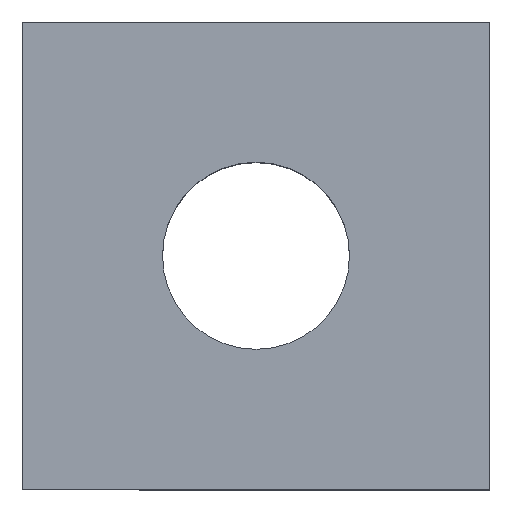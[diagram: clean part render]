
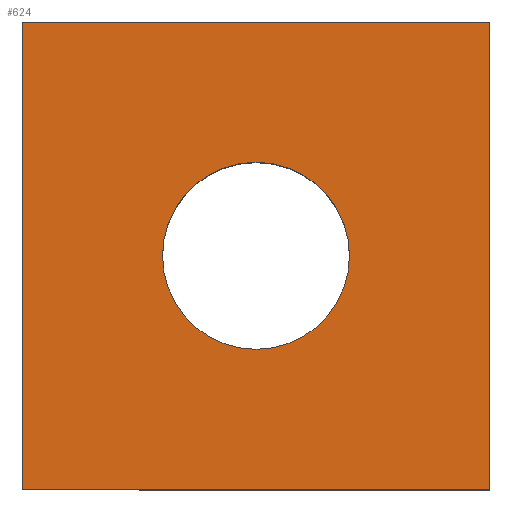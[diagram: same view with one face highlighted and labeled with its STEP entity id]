
A CAD part, top view. The second image highlights one B-rep face of the part: STEP entity #624.
In plain terms, the highlighted planar face has unit normal (0, 0, 1).
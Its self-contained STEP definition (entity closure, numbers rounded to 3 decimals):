
#3 = ORIENTED_EDGE ( 'NONE', *, *, #577, .T. ) ;
#4 = ORIENTED_EDGE ( 'NONE', *, *, #579, .F. ) ;
#8 = ORIENTED_EDGE ( 'NONE', *, *, #578, .T. ) ;
#13 = ORIENTED_EDGE ( 'NONE', *, *, #576, .T. ) ;
#16 = ORIENTED_EDGE ( 'NONE', *, *, #571, .F. ) ;
#111 = CARTESIAN_POINT ( 'NONE',  ( 10., 10., 10. ) ) ;
#112 = DIRECTION ( 'NONE',  ( 0., 0., 1. ) ) ;
#113 = DIRECTION ( 'NONE',  ( 1., 0., 0. ) ) ;
#114 = CARTESIAN_POINT ( 'NONE',  ( 0., 0., 10. ) ) ;
#115 = CARTESIAN_POINT ( 'NONE',  ( 0., 0., 10. ) ) ;
#121 = DIRECTION ( 'NONE',  ( 0., -1., 0. ) ) ;
#123 = DIRECTION ( 'NONE',  ( 1., 0., 0. ) ) ;
#124 = CARTESIAN_POINT ( 'NONE',  ( 20., 0., 10. ) ) ;
#125 = DIRECTION ( 'NONE',  ( 0., 1., 0. ) ) ;
#126 = CARTESIAN_POINT ( 'NONE',  ( 0., 20., 10. ) ) ;
#127 = DIRECTION ( 'NONE',  ( -1., 0., 0. ) ) ;
#130 = CARTESIAN_POINT ( 'NONE',  ( 10., 10., 10. ) ) ;
#131 = DIRECTION ( 'NONE',  ( 0., 0., 1. ) ) ;
#132 = DIRECTION ( 'NONE',  ( 1., 0., 0. ) ) ;
#194 = CIRCLE ( 'NONE', #604, 4. ) ;
#202 = LINE ( 'NONE', #114, #206 ) ;
#203 = LINE ( 'NONE', #115, #208 ) ;
#206 = VECTOR ( 'NONE', #121, 1000. ) ;
#207 = LINE ( 'NONE', #124, #210 ) ;
#208 = VECTOR ( 'NONE', #123, 1000. ) ;
#209 = LINE ( 'NONE', #126, #212 ) ;
#210 = VECTOR ( 'NONE', #125, 1000. ) ;
#211 = CIRCLE ( 'NONE', #606, 4. ) ;
#212 = VECTOR ( 'NONE', #127, 1000. ) ;
#249 = FACE_OUTER_BOUND ( 'NONE', #654, .T. ) ;
#254 = FACE_BOUND ( 'NONE', #745, .T. ) ;
#343 = CARTESIAN_POINT ( 'NONE',  ( 0., 0., 10. ) ) ;
#345 = PLANE ( 'NONE',  #618 ) ;
#347 = DIRECTION ( 'NONE',  ( 0., 0., -1. ) ) ;
#348 = DIRECTION ( 'NONE',  ( -1., 0., 0. ) ) ;
#393 = CARTESIAN_POINT ( 'NONE',  ( 20., 0., 10. ) ) ;
#395 = CARTESIAN_POINT ( 'NONE',  ( 6., 10., 10. ) ) ;
#400 = CARTESIAN_POINT ( 'NONE',  ( 20., 20., 10. ) ) ;
#402 = CARTESIAN_POINT ( 'NONE',  ( 0., 0., 10. ) ) ;
#405 = CARTESIAN_POINT ( 'NONE',  ( 14., 10., 10. ) ) ;
#442 = CARTESIAN_POINT ( 'NONE',  ( 0., 20., 10. ) ) ;
#571 = EDGE_CURVE ( 'NONE', #655, #682, #194, .T. ) ;
#575 = EDGE_CURVE ( 'NONE', #718, #679, #202, .T. ) ;
#576 = EDGE_CURVE ( 'NONE', #679, #676, #203, .T. ) ;
#577 = EDGE_CURVE ( 'NONE', #676, #675, #207, .T. ) ;
#578 = EDGE_CURVE ( 'NONE', #675, #718, #209, .T. ) ;
#579 = EDGE_CURVE ( 'NONE', #682, #655, #211, .T. ) ;
#604 = AXIS2_PLACEMENT_3D ( 'NONE', #111, #112, #113 ) ;
#606 = AXIS2_PLACEMENT_3D ( 'NONE', #130, #131, #132 ) ;
#618 = AXIS2_PLACEMENT_3D ( 'NONE', #343, #347, #348 ) ;
#624 = ADVANCED_FACE ( 'NONE', ( #249, #254 ), #345, .F. ) ;
#654 = EDGE_LOOP ( 'NONE', ( #706, #13, #3, #8 ) ) ;
#655 = VERTEX_POINT ( 'NONE', #395 ) ;
#675 = VERTEX_POINT ( 'NONE', #400 ) ;
#676 = VERTEX_POINT ( 'NONE', #393 ) ;
#679 = VERTEX_POINT ( 'NONE', #402 ) ;
#682 = VERTEX_POINT ( 'NONE', #405 ) ;
#706 = ORIENTED_EDGE ( 'NONE', *, *, #575, .T. ) ;
#718 = VERTEX_POINT ( 'NONE', #442 ) ;
#745 = EDGE_LOOP ( 'NONE', ( #16, #4 ) ) ;
